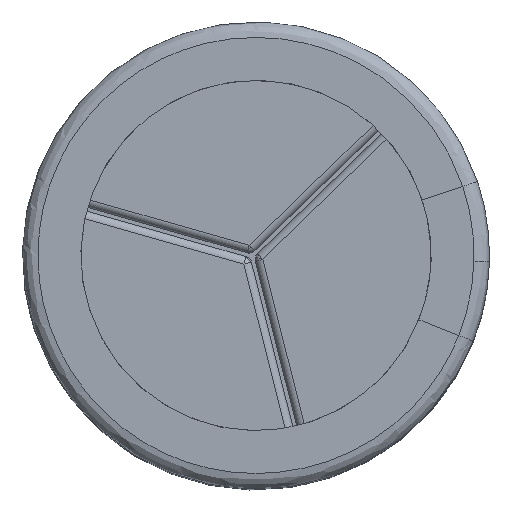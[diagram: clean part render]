
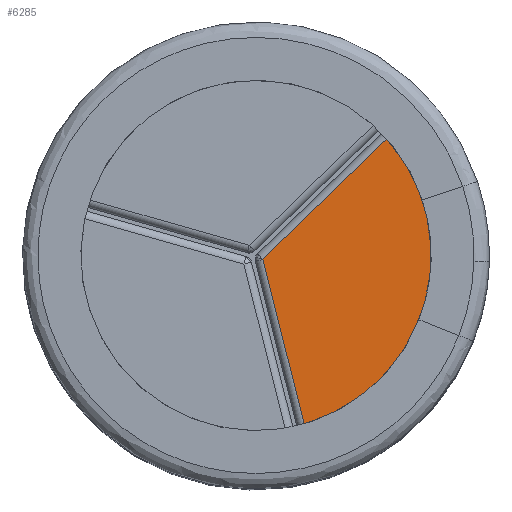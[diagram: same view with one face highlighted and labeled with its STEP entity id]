
A CAD part, top view. The second image highlights one B-rep face of the part: STEP entity #6285.
In plain terms, the highlighted planar face has unit normal (0, 0, 1).
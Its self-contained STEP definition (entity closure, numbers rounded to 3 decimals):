
#5005 = VERTEX_POINT('',#5006);
#5006 = CARTESIAN_POINT('',(-0.022,-0.098,
    0.));
#5020 = CYLINDRICAL_SURFACE('',#5021,0.1);
#5021 = AXIS2_PLACEMENT_3D('',#5022,#5023,#5024);
#5022 = CARTESIAN_POINT('',(0.033,-0.065,
    -0.1));
#5023 = DIRECTION('',(-0.855,-0.519,0.));
#5024 = DIRECTION('',(0.519,-0.855,0.));
#5071 = CYLINDRICAL_SURFACE('',#5072,0.1);
#5072 = AXIS2_PLACEMENT_3D('',#5073,#5074,#5075);
#5073 = CARTESIAN_POINT('',(1.256,-0.799,-0.1));
#5074 = DIRECTION('',(-0.877,0.481,0.));
#5075 = DIRECTION('',(-0.481,-0.877,0.));
#5473 = CYLINDRICAL_SURFACE('',#5474,2.25);
#5474 = AXIS2_PLACEMENT_3D('',#5475,#5476,#5477);
#5475 = CARTESIAN_POINT('',(0.,0.,0.));
#5476 = DIRECTION('',(0.,0.,-1.));
#5477 = DIRECTION('',(-1.,0.,0.));
#5915 = VERTEX_POINT('',#5916);
#5916 = CARTESIAN_POINT('',(1.924,-1.166,
    0.));
#5994 = EDGE_CURVE('',#5915,#5995,#5997,.T.);
#5995 = VERTEX_POINT('',#5996);
#5996 = CARTESIAN_POINT('',(-1.885,-1.228,
    0.));
#5997 = SURFACE_CURVE('',#5998,(#6003,#6010),.PCURVE_S1.);
#5998 = CIRCLE('',#5999,2.25);
#5999 = AXIS2_PLACEMENT_3D('',#6000,#6001,#6002);
#6000 = CARTESIAN_POINT('',(0.,0.,0.));
#6001 = DIRECTION('',(0.,0.,-1.));
#6002 = DIRECTION('',(-1.,0.,0.));
#6003 = PCURVE('',#5473,#6004);
#6004 = DEFINITIONAL_REPRESENTATION('',(#6005),#6009);
#6005 = LINE('',#6006,#6007);
#6006 = CARTESIAN_POINT('',(0.,0.));
#6007 = VECTOR('',#6008,1.);
#6008 = DIRECTION('',(1.,0.));
#6009 = ( GEOMETRIC_REPRESENTATION_CONTEXT(2) 
PARAMETRIC_REPRESENTATION_CONTEXT() REPRESENTATION_CONTEXT('2D SPACE',''
  ) );
#6010 = PCURVE('',#6011,#6016);
#6011 = PLANE('',#6012);
#6012 = AXIS2_PLACEMENT_3D('',#6013,#6014,#6015);
#6013 = CARTESIAN_POINT('',(0.,0.,
    0.));
#6014 = DIRECTION('',(0.,0.,1.));
#6015 = DIRECTION('',(1.,0.,0.));
#6016 = DEFINITIONAL_REPRESENTATION('',(#6017),#6025);
#6017 = ( BOUNDED_CURVE() B_SPLINE_CURVE(2,(#6018,#6019,#6020,#6021,
#6022,#6023,#6024),.UNSPECIFIED.,.T.,.F.) B_SPLINE_CURVE_WITH_KNOTS((1,2
    ,2,2,2,1),(-2.094,0.,2.094,4.189,
6.283,8.378),.UNSPECIFIED.) CURVE() 
GEOMETRIC_REPRESENTATION_ITEM() RATIONAL_B_SPLINE_CURVE((1.,0.5,1.,0.5,
1.,0.5,1.)) REPRESENTATION_ITEM('') );
#6018 = CARTESIAN_POINT('',(-2.25,0.));
#6019 = CARTESIAN_POINT('',(-2.25,3.897));
#6020 = CARTESIAN_POINT('',(1.125,1.949));
#6021 = CARTESIAN_POINT('',(4.5,0.));
#6022 = CARTESIAN_POINT('',(1.125,-1.949));
#6023 = CARTESIAN_POINT('',(-2.25,-3.897));
#6024 = CARTESIAN_POINT('',(-2.25,0.));
#6025 = ( GEOMETRIC_REPRESENTATION_CONTEXT(2) 
PARAMETRIC_REPRESENTATION_CONTEXT() REPRESENTATION_CONTEXT('2D SPACE',''
  ) );
#6285 = ADVANCED_FACE('',(#6286),#6011,.T.);
#6286 = FACE_BOUND('',#6287,.T.);
#6287 = EDGE_LOOP('',(#6288,#6309,#6310));
#6288 = ORIENTED_EDGE('',*,*,#6289,.T.);
#6289 = EDGE_CURVE('',#5005,#5995,#6290,.T.);
#6290 = SURFACE_CURVE('',#6291,(#6295,#6302),.PCURVE_S1.);
#6291 = LINE('',#6292,#6293);
#6292 = CARTESIAN_POINT('',(-0.022,-0.098,
    0.));
#6293 = VECTOR('',#6294,1.);
#6294 = DIRECTION('',(-0.855,-0.519,0.));
#6295 = PCURVE('',#6011,#6296);
#6296 = DEFINITIONAL_REPRESENTATION('',(#6297),#6301);
#6297 = LINE('',#6298,#6299);
#6298 = CARTESIAN_POINT('',(-0.022,-0.098));
#6299 = VECTOR('',#6300,1.);
#6300 = DIRECTION('',(-0.855,-0.519));
#6301 = ( GEOMETRIC_REPRESENTATION_CONTEXT(2) 
PARAMETRIC_REPRESENTATION_CONTEXT() REPRESENTATION_CONTEXT('2D SPACE',''
  ) );
#6302 = PCURVE('',#5020,#6303);
#6303 = DEFINITIONAL_REPRESENTATION('',(#6304),#6308);
#6304 = LINE('',#6305,#6306);
#6305 = CARTESIAN_POINT('',(1.571,0.064));
#6306 = VECTOR('',#6307,1.);
#6307 = DIRECTION('',(0.,1.));
#6308 = ( GEOMETRIC_REPRESENTATION_CONTEXT(2) 
PARAMETRIC_REPRESENTATION_CONTEXT() REPRESENTATION_CONTEXT('2D SPACE',''
  ) );
#6309 = ORIENTED_EDGE('',*,*,#5994,.F.);
#6310 = ORIENTED_EDGE('',*,*,#6311,.T.);
#6311 = EDGE_CURVE('',#5915,#5005,#6312,.T.);
#6312 = SURFACE_CURVE('',#6313,(#6317,#6324),.PCURVE_S1.);
#6313 = LINE('',#6314,#6315);
#6314 = CARTESIAN_POINT('',(1.924,-1.166,0.));
#6315 = VECTOR('',#6316,1.);
#6316 = DIRECTION('',(-0.877,0.481,0.));
#6317 = PCURVE('',#6011,#6318);
#6318 = DEFINITIONAL_REPRESENTATION('',(#6319),#6323);
#6319 = LINE('',#6320,#6321);
#6320 = CARTESIAN_POINT('',(1.924,-1.166));
#6321 = VECTOR('',#6322,1.);
#6322 = DIRECTION('',(-0.877,0.481));
#6323 = ( GEOMETRIC_REPRESENTATION_CONTEXT(2) 
PARAMETRIC_REPRESENTATION_CONTEXT() REPRESENTATION_CONTEXT('2D SPACE',''
  ) );
#6324 = PCURVE('',#5071,#6325);
#6325 = DEFINITIONAL_REPRESENTATION('',(#6326),#6330);
#6326 = LINE('',#6327,#6328);
#6327 = CARTESIAN_POINT('',(1.571,-0.763));
#6328 = VECTOR('',#6329,1.);
#6329 = DIRECTION('',(0.,1.));
#6330 = ( GEOMETRIC_REPRESENTATION_CONTEXT(2) 
PARAMETRIC_REPRESENTATION_CONTEXT() REPRESENTATION_CONTEXT('2D SPACE',''
  ) );
